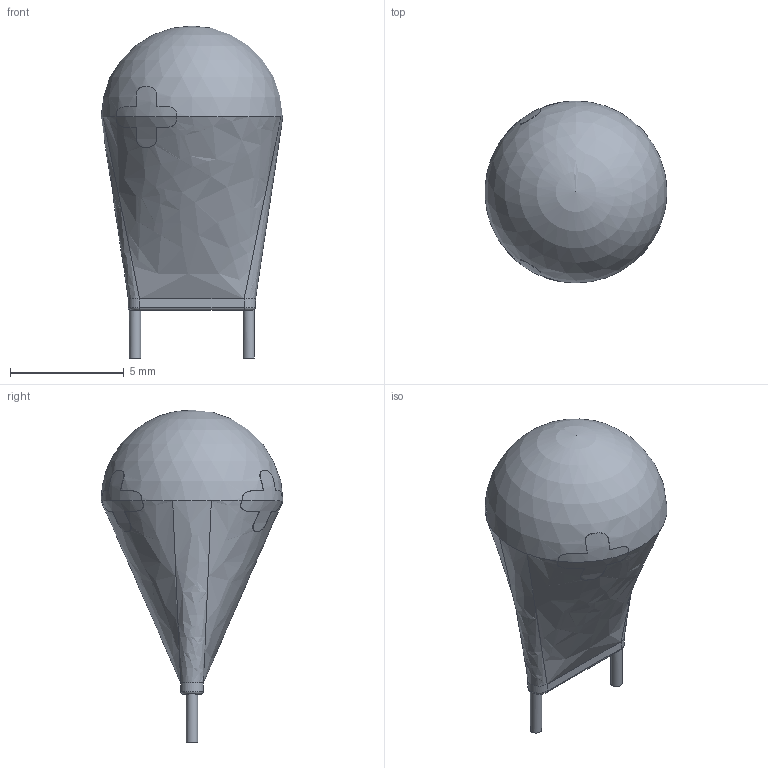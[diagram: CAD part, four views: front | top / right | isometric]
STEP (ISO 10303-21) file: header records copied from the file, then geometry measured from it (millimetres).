
FILE_DESCRIPTION(/* description */ ('model of CP_Radial_Tantal_D8.0mm_P5.00mm'),/* implementation_level */ '2;1');
FILE_NAME(/* name */ 'CP_Radial_Tantal_D8.0mm_P5.00mm.step',/* time_stamp */ '2017-07-31T15:02:08',/* author */ ('kicad StepUp','ksu'),/* organization */ ('FreeCAD'),/* preprocessor_version */ 'OCC',/* originating_system */ 'kicad StepUp',/* authorisation */ '');
FILE_SCHEMA(('AUTOMOTIVE_DESIGN_CC2 { 1 2 10303 214 -1 1 5 4 }'));
Length unit declared in the file: millimetre
Products named in the file (1): CP_Radial_Tantal_D80mm_P500mm
Bounding box: 7.99 x 8 x 14.6 mm (x, y, z)
Volume: 333.4 mm3; surface area: 269.1 mm2
Topology: 1 solids, 1 shells, 63 faces, 180 edges, 118 vertices
Faces by surface type: plane 29, cylinder 22, bspline 7, sphere 3, torus 2
Full cylindrical faces by diameter (mm): 0.5 x2
Entity records: 4701 total; most frequent: CARTESIAN_POINT 3581, ORIENTED_EDGE 261, EDGE_CURVE 179, VERTEX_POINT 118, AXIS2_PLACEMENT_3D 71, B_SPLINE_CURVE_WITH_KNOTS 69, ADVANCED_FACE 63, FACE_BOUND 63
